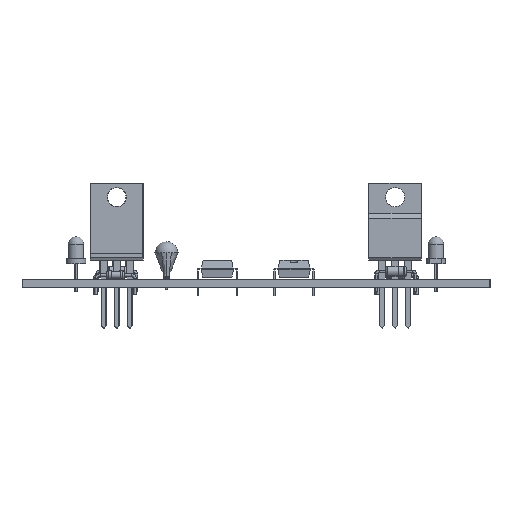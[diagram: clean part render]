
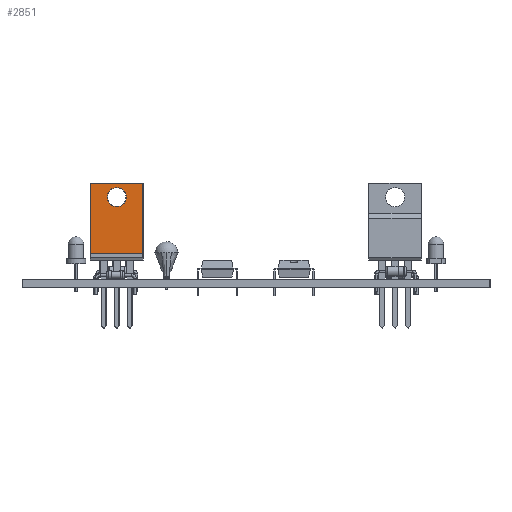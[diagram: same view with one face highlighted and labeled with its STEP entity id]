
A CAD part, left-side view. The second image highlights one B-rep face of the part: STEP entity #2851.
In plain terms, the highlighted face is planar.
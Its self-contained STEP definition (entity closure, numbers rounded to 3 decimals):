
#2296 = VERTEX_POINT('',#2297);
#2297 = CARTESIAN_POINT('',(-2.575,3.16,18.775));
#2303 = EDGE_CURVE('',#2304,#2296,#2306,.T.);
#2304 = VERTEX_POINT('',#2305);
#2305 = CARTESIAN_POINT('',(-2.575,3.16,5.));
#2306 = LINE('',#2307,#2308);
#2307 = CARTESIAN_POINT('',(-2.575,3.16,5.));
#2308 = VECTOR('',#2309,1.);
#2309 = DIRECTION('',(0.,0.,1.));
#2362 = VERTEX_POINT('',#2363);
#2363 = CARTESIAN_POINT('',(7.655,3.16,5.));
#2369 = EDGE_CURVE('',#2362,#2370,#2372,.T.);
#2370 = VERTEX_POINT('',#2371);
#2371 = CARTESIAN_POINT('',(7.655,3.16,18.775));
#2372 = LINE('',#2373,#2374);
#2373 = CARTESIAN_POINT('',(7.655,3.16,5.));
#2374 = VECTOR('',#2375,1.);
#2375 = DIRECTION('',(0.,0.,1.));
#2394 = EDGE_CURVE('',#2304,#2362,#2395,.T.);
#2395 = LINE('',#2396,#2397);
#2396 = CARTESIAN_POINT('',(-2.575,3.16,5.));
#2397 = VECTOR('',#2398,1.);
#2398 = DIRECTION('',(1.,0.,0.));
#2851 = ADVANCED_FACE('',(#2852,#2863),#2874,.T.);
#2852 = FACE_BOUND('',#2853,.T.);
#2853 = EDGE_LOOP('',(#2854,#2855,#2861,#2862));
#2854 = ORIENTED_EDGE('',*,*,#2303,.T.);
#2855 = ORIENTED_EDGE('',*,*,#2856,.T.);
#2856 = EDGE_CURVE('',#2296,#2370,#2857,.T.);
#2857 = LINE('',#2858,#2859);
#2858 = CARTESIAN_POINT('',(-2.575,3.16,18.775));
#2859 = VECTOR('',#2860,1.);
#2860 = DIRECTION('',(1.,0.,0.));
#2861 = ORIENTED_EDGE('',*,*,#2369,.F.);
#2862 = ORIENTED_EDGE('',*,*,#2394,.F.);
#2863 = FACE_BOUND('',#2864,.T.);
#2864 = EDGE_LOOP('',(#2865));
#2865 = ORIENTED_EDGE('',*,*,#2866,.T.);
#2866 = EDGE_CURVE('',#2867,#2867,#2869,.T.);
#2867 = VERTEX_POINT('',#2868);
#2868 = CARTESIAN_POINT('',(4.408,3.16,16.005));
#2869 = CIRCLE('',#2870,1.868);
#2870 = AXIS2_PLACEMENT_3D('',#2871,#2872,#2873);
#2871 = CARTESIAN_POINT('',(2.54,3.16,16.005));
#2872 = DIRECTION('',(0.,-1.,0.));
#2873 = DIRECTION('',(1.,0.,0.));
#2874 = PLANE('',#2875);
#2875 = AXIS2_PLACEMENT_3D('',#2876,#2877,#2878);
#2876 = CARTESIAN_POINT('',(-2.575,3.16,5.));
#2877 = DIRECTION('',(0.,1.,0.));
#2878 = DIRECTION('',(1.,0.,0.));
